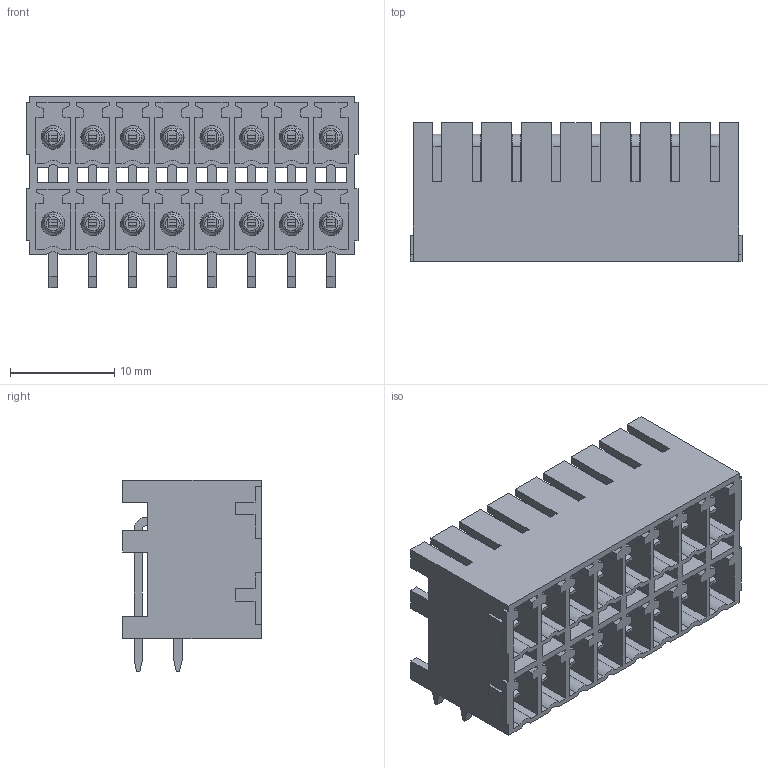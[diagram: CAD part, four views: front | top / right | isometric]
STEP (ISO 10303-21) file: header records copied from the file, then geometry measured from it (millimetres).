
FILE_DESCRIPTION(('CATIA V5 STEP Exchange','CAx-IF Rec.Pracs.--- Model Styling and Organization---1.2---2011-12-15'),'2;1');
FILE_NAME ('D1447464_0_1039020000_1039020000.stp','2018-10-05T03:00:34+00:00',('none'),('Weidmueller'),'CATIA Version 5-6 Release 2014','CATIA V5 STEP AP214','none');
FILE_SCHEMA(('AUTOMOTIVE_DESIGN { 1 0 10303 214 1 1 1 1 }'));
Length unit declared in the file: millimetre
Products named in the file (1): 1039020000
Bounding box: 31.87 x 13.3 x 18.4 mm (x, y, z)
Volume: 2358.8 mm3; surface area: 7279 mm2
Topology: 17 solids, 17 shells, 1126 faces, 3140 edges, 2072 vertices
Faces by surface type: plane 910, cylinder 120, torus 64, cone 32
Entity records: 31826 total; most frequent: ORIENTED_EDGE 6280, CARTESIAN_POINT 5744, DIRECTION 3922, EDGE_CURVE 3140, VECTOR 2708, LINE 2708, VERTEX_POINT 2072, EDGE_LOOP 1198
